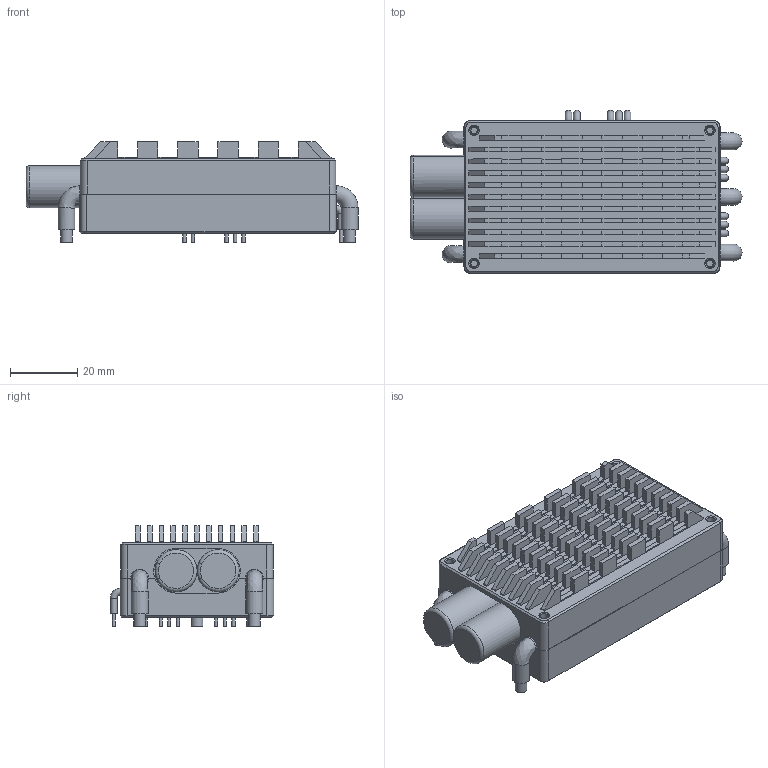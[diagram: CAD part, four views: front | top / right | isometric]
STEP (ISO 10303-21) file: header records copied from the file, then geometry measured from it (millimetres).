
FILE_DESCRIPTION(('FreeCAD Model'),'2;1');
FILE_NAME('Open CASCADE Shape Model','2025-01-31T14:08:48',(''),(''), 'Open CASCADE STEP processor 7.7','FreeCAD','Unknown');
FILE_SCHEMA(('AUTOMOTIVE_DESIGN { 1 0 10303 214 1 1 1 1 }'));
Length unit declared in the file: millimetre
Products named in the file (3): ESC_AT115A; Body001; Body
Assembly tree (2 placements, depth 2):
  ESC_AT115A
    Body001
    Body
Bounding box: 98.5 x 48.45 x 29.9 mm (x, y, z)
Volume: 100997.9 mm3; surface area: 35146.7 mm2
Topology: 2 solids, 2 shells, 529 faces, 1351 edges, 877 vertices
Faces by surface type: plane 398, cylinder 89, cone 20, torus 18, revolution 2, extrusion 2
Full cylindrical faces by diameter (mm): 1 x11, 2 x26, 2.5 x4, 3.5 x5, 5 x8, 5.3 x5
Entity records: 37553 total; most frequent: CARTESIAN_POINT 6537, DIRECTION 5245, VECTOR 3630, LINE 3628, ORIENTED_EDGE 2702, PCURVE 2702, DEFINITIONAL_REPRESENTATION 2702, EDGE_CURVE 1351
